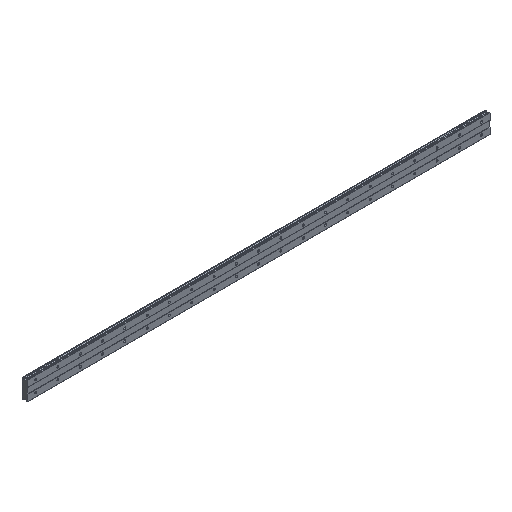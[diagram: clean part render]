
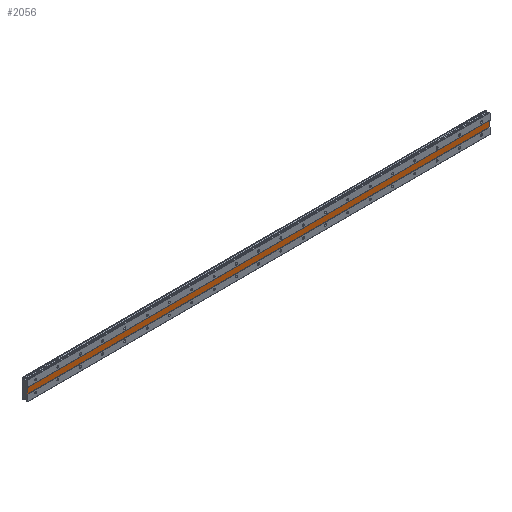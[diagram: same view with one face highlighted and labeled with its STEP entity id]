
A CAD part, isometric view. The second image highlights one B-rep face of the part: STEP entity #2056.
In plain terms, the highlighted planar face has unit normal (0, -1, 0).
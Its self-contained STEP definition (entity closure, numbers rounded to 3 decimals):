
#213 = DIRECTION ( 'NONE',  ( 0., 0., -1. ) ) ;
#366 = DIRECTION ( 'NONE',  ( 1., 0., 0. ) ) ;
#479 = VERTEX_POINT ( 'NONE', #1679 ) ;
#778 = ORIENTED_EDGE ( 'NONE', *, *, #4873, .T. ) ;
#898 = EDGE_CURVE ( 'NONE', #4631, #1401, #5600, .T. ) ;
#974 = VERTEX_POINT ( 'NONE', #2631 ) ;
#1057 = VECTOR ( 'NONE', #2946, 1000. ) ;
#1095 = CARTESIAN_POINT ( 'NONE',  ( 1630., 1., 10. ) ) ;
#1129 = PLANE ( 'NONE',  #3691 ) ;
#1159 = VECTOR ( 'NONE', #366, 1000. ) ;
#1401 = VERTEX_POINT ( 'NONE', #3389 ) ;
#1467 = LINE ( 'NONE', #7422, #1159 ) ;
#1583 = DIRECTION ( 'NONE',  ( 0., 0., -1. ) ) ;
#1602 = ORIENTED_EDGE ( 'NONE', *, *, #4124, .F. ) ;
#1628 = ORIENTED_EDGE ( 'NONE', *, *, #898, .T. ) ;
#1679 = CARTESIAN_POINT ( 'NONE',  ( 1630., 1., 10. ) ) ;
#2056 = ADVANCED_FACE ( 'NONE', ( #2222 ), #1129, .F. ) ;
#2222 = FACE_OUTER_BOUND ( 'NONE', #6662, .T. ) ;
#2418 = ORIENTED_EDGE ( 'NONE', *, *, #2988, .F. ) ;
#2545 = VECTOR ( 'NONE', #213, 1000. ) ;
#2631 = CARTESIAN_POINT ( 'NONE',  ( 1630., 1., -10. ) ) ;
#2651 = CARTESIAN_POINT ( 'NONE',  ( 1630., 1., 34.482 ) ) ;
#2946 = DIRECTION ( 'NONE',  ( 1., 0., 0. ) ) ;
#2988 = EDGE_CURVE ( 'NONE', #4631, #479, #1467, .T. ) ;
#3389 = CARTESIAN_POINT ( 'NONE',  ( -30., 1., -10. ) ) ;
#3405 = DIRECTION ( 'NONE',  ( 0., 0., 1. ) ) ;
#3691 = AXIS2_PLACEMENT_3D ( 'NONE', #1095, #4055, #3405 ) ;
#4055 = DIRECTION ( 'NONE',  ( 0., 1., 0. ) ) ;
#4124 = EDGE_CURVE ( 'NONE', #479, #974, #6079, .T. ) ;
#4631 = VERTEX_POINT ( 'NONE', #5704 ) ;
#4873 = EDGE_CURVE ( 'NONE', #1401, #974, #6487, .T. ) ;
#4888 = CARTESIAN_POINT ( 'NONE',  ( -30., 1., 34.482 ) ) ;
#5600 = LINE ( 'NONE', #4888, #2545 ) ;
#5704 = CARTESIAN_POINT ( 'NONE',  ( -30., 1., 10. ) ) ;
#5952 = CARTESIAN_POINT ( 'NONE',  ( 1630., 1., -10. ) ) ;
#6079 = LINE ( 'NONE', #2651, #6410 ) ;
#6410 = VECTOR ( 'NONE', #1583, 1000. ) ;
#6487 = LINE ( 'NONE', #5952, #1057 ) ;
#6662 = EDGE_LOOP ( 'NONE', ( #778, #1602, #2418, #1628 ) ) ;
#7422 = CARTESIAN_POINT ( 'NONE',  ( 1630., 1., 10. ) ) ;
